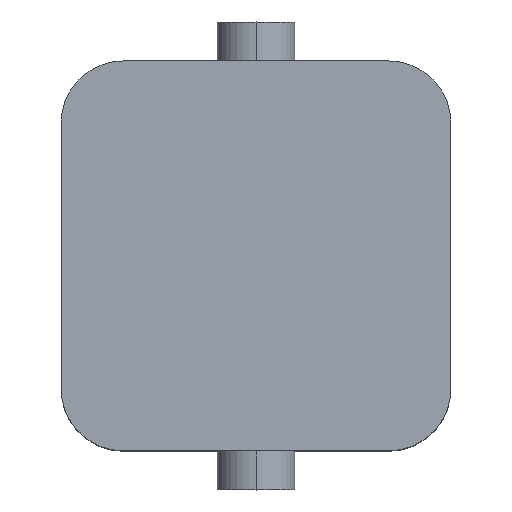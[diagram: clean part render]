
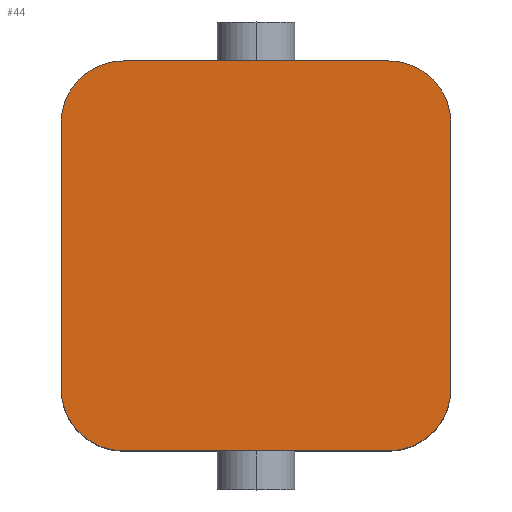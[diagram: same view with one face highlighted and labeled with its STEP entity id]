
A CAD part, top view. The second image highlights one B-rep face of the part: STEP entity #44.
In plain terms, the highlighted planar face has unit normal (0, 0, 1).
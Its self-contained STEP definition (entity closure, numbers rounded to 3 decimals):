
#40 = DIRECTION ( 'NONE',  ( 0., 0., 1. ) ) ;
#44 = ADVANCED_FACE ( 'NONE', ( #622 ), #233, .F. ) ;
#47 = ORIENTED_EDGE ( 'NONE', *, *, #215, .T. ) ;
#52 = CARTESIAN_POINT ( 'NONE',  ( 250., 125., 175. ) ) ;
#60 = DIRECTION ( 'NONE',  ( 0., 0., 1. ) ) ;
#69 = EDGE_LOOP ( 'NONE', ( #476, #173, #424, #440, #765, #376, #383, #47 ) ) ;
#72 = VERTEX_POINT ( 'NONE', #529 ) ;
#74 = DIRECTION ( 'NONE',  ( 0., 1., 0. ) ) ;
#76 = VERTEX_POINT ( 'NONE', #754 ) ;
#114 = CIRCLE ( 'NONE', #563, 40. ) ;
#173 = ORIENTED_EDGE ( 'NONE', *, *, #734, .T. ) ;
#201 = VERTEX_POINT ( 'NONE', #855 ) ;
#215 = EDGE_CURVE ( 'NONE', #201, #397, #114, .T. ) ;
#220 = LINE ( 'NONE', #989, #900 ) ;
#224 = AXIS2_PLACEMENT_3D ( 'NONE', #259, #40, #805 ) ;
#233 = PLANE ( 'NONE',  #897 ) ;
#236 = DIRECTION ( 'NONE',  ( -1., 0., 0. ) ) ;
#244 = DIRECTION ( 'NONE',  ( 0., 0., 1. ) ) ;
#252 = CIRCLE ( 'NONE', #773, 40. ) ;
#259 = CARTESIAN_POINT ( 'NONE',  ( 40., 85., 175. ) ) ;
#288 = CARTESIAN_POINT ( 'NONE',  ( 0., -85., 175. ) ) ;
#290 = DIRECTION ( 'NONE',  ( 0., 0., -1. ) ) ;
#292 = EDGE_CURVE ( 'NONE', #201, #345, #894, .T. ) ;
#304 = DIRECTION ( 'NONE',  ( 0., 0., 1. ) ) ;
#345 = VERTEX_POINT ( 'NONE', #491 ) ;
#357 = DIRECTION ( 'NONE',  ( -1., 0., 0. ) ) ;
#366 = CARTESIAN_POINT ( 'NONE',  ( 210., 125., 175. ) ) ;
#368 = CARTESIAN_POINT ( 'NONE',  ( 250., 125., 175. ) ) ;
#376 = ORIENTED_EDGE ( 'NONE', *, *, #384, .T. ) ;
#383 = ORIENTED_EDGE ( 'NONE', *, *, #292, .F. ) ;
#384 = EDGE_CURVE ( 'NONE', #861, #345, #915, .T. ) ;
#397 = VERTEX_POINT ( 'NONE', #366 ) ;
#408 = CARTESIAN_POINT ( 'NONE',  ( 40., -125., 175. ) ) ;
#416 = VECTOR ( 'NONE', #357, 1000. ) ;
#424 = ORIENTED_EDGE ( 'NONE', *, *, #922, .T. ) ;
#439 = CARTESIAN_POINT ( 'NONE',  ( 40., -85., 175. ) ) ;
#440 = ORIENTED_EDGE ( 'NONE', *, *, #474, .T. ) ;
#474 = EDGE_CURVE ( 'NONE', #913, #972, #252, .T. ) ;
#476 = ORIENTED_EDGE ( 'NONE', *, *, #798, .T. ) ;
#491 = CARTESIAN_POINT ( 'NONE',  ( 250., -85., 175. ) ) ;
#507 = LINE ( 'NONE', #52, #416 ) ;
#529 = CARTESIAN_POINT ( 'NONE',  ( 40., 125., 175. ) ) ;
#541 = DIRECTION ( 'NONE',  ( 0., 1., 0. ) ) ;
#545 = CARTESIAN_POINT ( 'NONE',  ( 210., -125., 175. ) ) ;
#555 = DIRECTION ( 'NONE',  ( 0., 1., 0. ) ) ;
#563 = AXIS2_PLACEMENT_3D ( 'NONE', #938, #244, #555 ) ;
#595 = VECTOR ( 'NONE', #963, 1000. ) ;
#622 = FACE_OUTER_BOUND ( 'NONE', #69, .T. ) ;
#662 = CIRCLE ( 'NONE', #224, 40. ) ;
#707 = DIRECTION ( 'NONE',  ( 0., -1., 0. ) ) ;
#734 = EDGE_CURVE ( 'NONE', #72, #76, #662, .T. ) ;
#745 = CARTESIAN_POINT ( 'NONE',  ( 250., 125., 175. ) ) ;
#754 = CARTESIAN_POINT ( 'NONE',  ( 0., 85., 175. ) ) ;
#758 = CARTESIAN_POINT ( 'NONE',  ( 210., -85., 175. ) ) ;
#760 = VECTOR ( 'NONE', #707, 1000. ) ;
#765 = ORIENTED_EDGE ( 'NONE', *, *, #828, .F. ) ;
#773 = AXIS2_PLACEMENT_3D ( 'NONE', #439, #304, #917 ) ;
#798 = EDGE_CURVE ( 'NONE', #397, #72, #507, .T. ) ;
#805 = DIRECTION ( 'NONE',  ( 0., 1., 0. ) ) ;
#823 = LINE ( 'NONE', #827, #760 ) ;
#827 = CARTESIAN_POINT ( 'NONE',  ( 0., 125., 175. ) ) ;
#828 = EDGE_CURVE ( 'NONE', #861, #972, #220, .T. ) ;
#855 = CARTESIAN_POINT ( 'NONE',  ( 250., 85., 175. ) ) ;
#861 = VERTEX_POINT ( 'NONE', #545 ) ;
#865 = AXIS2_PLACEMENT_3D ( 'NONE', #758, #60, #74 ) ;
#894 = LINE ( 'NONE', #745, #595 ) ;
#897 = AXIS2_PLACEMENT_3D ( 'NONE', #368, #290, #541 ) ;
#900 = VECTOR ( 'NONE', #236, 1000. ) ;
#913 = VERTEX_POINT ( 'NONE', #288 ) ;
#915 = CIRCLE ( 'NONE', #865, 40. ) ;
#917 = DIRECTION ( 'NONE',  ( 0., 1., 0. ) ) ;
#922 = EDGE_CURVE ( 'NONE', #76, #913, #823, .T. ) ;
#938 = CARTESIAN_POINT ( 'NONE',  ( 210., 85., 175. ) ) ;
#963 = DIRECTION ( 'NONE',  ( 0., -1., 0. ) ) ;
#972 = VERTEX_POINT ( 'NONE', #408 ) ;
#989 = CARTESIAN_POINT ( 'NONE',  ( 250., -125., 175. ) ) ;
